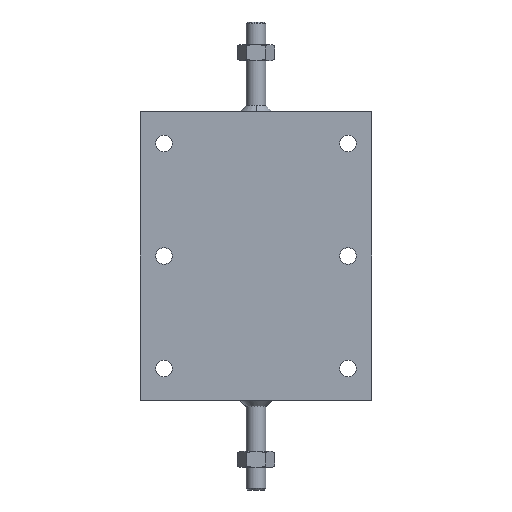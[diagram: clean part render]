
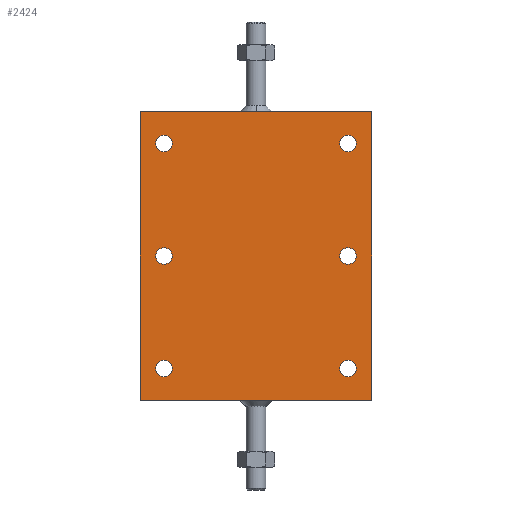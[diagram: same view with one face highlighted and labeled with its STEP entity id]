
A CAD part, front view. The second image highlights one B-rep face of the part: STEP entity #2424.
In plain terms, the highlighted planar face has unit normal (0, -1, 0).
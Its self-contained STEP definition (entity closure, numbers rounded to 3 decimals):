
#31 = CARTESIAN_POINT ( 'NONE',  ( 28.6, -20., 35. ) ) ;
#47 = ORIENTED_EDGE ( 'NONE', *, *, #6698, .F. ) ;
#114 = EDGE_LOOP ( 'NONE', ( #4437, #1148 ) ) ;
#117 = VERTEX_POINT ( 'NONE', #2618 ) ;
#192 = DIRECTION ( 'NONE',  ( 0., 0., 1. ) ) ;
#267 = ORIENTED_EDGE ( 'NONE', *, *, #505, .F. ) ;
#284 = AXIS2_PLACEMENT_3D ( 'NONE', #6572, #3406, #192 ) ;
#401 = VERTEX_POINT ( 'NONE', #1382 ) ;
#453 = DIRECTION ( 'NONE',  ( 0., -1., 0. ) ) ;
#481 = DIRECTION ( 'NONE',  ( 0., -1., 0. ) ) ;
#505 = EDGE_CURVE ( 'NONE', #4260, #4398, #2314, .T. ) ;
#556 = VERTEX_POINT ( 'NONE', #2026 ) ;
#574 = FACE_BOUND ( 'NONE', #2640, .T. ) ;
#579 = DIRECTION ( 'NONE',  ( 0., 0., 1. ) ) ;
#593 = EDGE_CURVE ( 'NONE', #4022, #3914, #1810, .T. ) ;
#608 = DIRECTION ( 'NONE',  ( 0., -1., 0. ) ) ;
#642 = CARTESIAN_POINT ( 'NONE',  ( -36., -20., 44.8 ) ) ;
#728 = ORIENTED_EDGE ( 'NONE', *, *, #2601, .F. ) ;
#736 = FACE_OUTER_BOUND ( 'NONE', #5349, .T. ) ;
#748 = ORIENTED_EDGE ( 'NONE', *, *, #2423, .F. ) ;
#751 = EDGE_LOOP ( 'NONE', ( #2164, #1255 ) ) ;
#876 = DIRECTION ( 'NONE',  ( -1., 0., 0. ) ) ;
#907 = FACE_BOUND ( 'NONE', #2791, .T. ) ;
#964 = CIRCLE ( 'NONE', #284, 2.55 ) ;
#986 = ORIENTED_EDGE ( 'NONE', *, *, #593, .F. ) ;
#1022 = DIRECTION ( 'NONE',  ( 0., 1., 0. ) ) ;
#1027 = CARTESIAN_POINT ( 'NONE',  ( -28.6, -20., 35. ) ) ;
#1041 = CARTESIAN_POINT ( 'NONE',  ( -28.6, -20., 0. ) ) ;
#1115 = CIRCLE ( 'NONE', #1243, 2.55 ) ;
#1148 = ORIENTED_EDGE ( 'NONE', *, *, #2233, .F. ) ;
#1161 = CARTESIAN_POINT ( 'NONE',  ( -28.6, -20., 35. ) ) ;
#1243 = AXIS2_PLACEMENT_3D ( 'NONE', #1041, #4777, #1586 ) ;
#1255 = ORIENTED_EDGE ( 'NONE', *, *, #6038, .F. ) ;
#1336 = AXIS2_PLACEMENT_3D ( 'NONE', #3694, #481, #4220 ) ;
#1382 = CARTESIAN_POINT ( 'NONE',  ( 36., -20., -44.8 ) ) ;
#1470 = CIRCLE ( 'NONE', #3640, 2.55 ) ;
#1477 = ORIENTED_EDGE ( 'NONE', *, *, #2711, .F. ) ;
#1517 = VERTEX_POINT ( 'NONE', #642 ) ;
#1530 = VERTEX_POINT ( 'NONE', #6502 ) ;
#1566 = DIRECTION ( 'NONE',  ( 0., 0., 1. ) ) ;
#1575 = EDGE_CURVE ( 'NONE', #3970, #401, #3954, .T. ) ;
#1586 = DIRECTION ( 'NONE',  ( 0., 0., 1. ) ) ;
#1731 = CARTESIAN_POINT ( 'NONE',  ( 28.6, -20., 32.45 ) ) ;
#1744 = DIRECTION ( 'NONE',  ( 0., 0., -1. ) ) ;
#1769 = CARTESIAN_POINT ( 'NONE',  ( 36., -20., -44.8 ) ) ;
#1804 = CARTESIAN_POINT ( 'NONE',  ( 28.6, -20., -37.55 ) ) ;
#1810 = CIRCLE ( 'NONE', #4595, 2.55 ) ;
#1931 = DIRECTION ( 'NONE',  ( 0., -1., 0. ) ) ;
#1938 = CARTESIAN_POINT ( 'NONE',  ( -36., -20., -44.8 ) ) ;
#2023 = DIRECTION ( 'NONE',  ( 0., -1., 0. ) ) ;
#2026 = CARTESIAN_POINT ( 'NONE',  ( -28.6, -20., -32.45 ) ) ;
#2069 = CARTESIAN_POINT ( 'NONE',  ( -28.6, -20., 32.45 ) ) ;
#2082 = PLANE ( 'NONE',  #2422 ) ;
#2085 = VECTOR ( 'NONE', #5621, 1000. ) ;
#2117 = LINE ( 'NONE', #6634, #4612 ) ;
#2164 = ORIENTED_EDGE ( 'NONE', *, *, #5336, .F. ) ;
#2172 = FACE_BOUND ( 'NONE', #751, .T. ) ;
#2197 = VERTEX_POINT ( 'NONE', #3488 ) ;
#2217 = EDGE_CURVE ( 'NONE', #1517, #3970, #6317, .T. ) ;
#2233 = EDGE_CURVE ( 'NONE', #4434, #1530, #3672, .T. ) ;
#2261 = EDGE_LOOP ( 'NONE', ( #4121, #47 ) ) ;
#2314 = CIRCLE ( 'NONE', #3159, 2.55 ) ;
#2331 = AXIS2_PLACEMENT_3D ( 'NONE', #31, #3786, #579 ) ;
#2389 = CARTESIAN_POINT ( 'NONE',  ( 28.6, -20., 37.55 ) ) ;
#2422 = AXIS2_PLACEMENT_3D ( 'NONE', #6327, #1022, #4760 ) ;
#2423 = EDGE_CURVE ( 'NONE', #4797, #2644, #3588, .T. ) ;
#2424 = ADVANCED_FACE ( 'NONE', ( #736, #6233, #3419, #2172, #907, #574, #6074 ), #2082, .F. ) ;
#2458 = DIRECTION ( 'NONE',  ( 0., -1., 0. ) ) ;
#2542 = VECTOR ( 'NONE', #1744, 1000. ) ;
#2562 = EDGE_CURVE ( 'NONE', #2644, #4797, #2574, .T. ) ;
#2574 = CIRCLE ( 'NONE', #4202, 2.55 ) ;
#2601 = EDGE_CURVE ( 'NONE', #3914, #4022, #6475, .T. ) ;
#2618 = CARTESIAN_POINT ( 'NONE',  ( -28.6, -20., -2.55 ) ) ;
#2626 = CIRCLE ( 'NONE', #3609, 2.55 ) ;
#2640 = EDGE_LOOP ( 'NONE', ( #267, #3650 ) ) ;
#2644 = VERTEX_POINT ( 'NONE', #3492 ) ;
#2649 = CARTESIAN_POINT ( 'NONE',  ( 28.6, -20., 2.55 ) ) ;
#2650 = VERTEX_POINT ( 'NONE', #3838 ) ;
#2670 = CARTESIAN_POINT ( 'NONE',  ( 36., -20., 44.8 ) ) ;
#2711 = EDGE_CURVE ( 'NONE', #401, #4157, #4741, .T. ) ;
#2780 = DIRECTION ( 'NONE',  ( 0., -1., 0. ) ) ;
#2791 = EDGE_LOOP ( 'NONE', ( #986, #728 ) ) ;
#3158 = VECTOR ( 'NONE', #876, 1000. ) ;
#3159 = AXIS2_PLACEMENT_3D ( 'NONE', #6700, #2458, #4044 ) ;
#3252 = AXIS2_PLACEMENT_3D ( 'NONE', #5970, #2780, #6498 ) ;
#3406 = DIRECTION ( 'NONE',  ( 0., -1., 0. ) ) ;
#3419 = FACE_BOUND ( 'NONE', #5469, .T. ) ;
#3428 = EDGE_CURVE ( 'NONE', #1530, #4434, #1470, .T. ) ;
#3488 = CARTESIAN_POINT ( 'NONE',  ( -28.6, -20., 2.55 ) ) ;
#3492 = CARTESIAN_POINT ( 'NONE',  ( 28.6, -20., -2.55 ) ) ;
#3588 = CIRCLE ( 'NONE', #1336, 2.55 ) ;
#3609 = AXIS2_PLACEMENT_3D ( 'NONE', #3665, #453, #4194 ) ;
#3622 = DIRECTION ( 'NONE',  ( 0., 0., 1. ) ) ;
#3640 = AXIS2_PLACEMENT_3D ( 'NONE', #5200, #2023, #5739 ) ;
#3650 = ORIENTED_EDGE ( 'NONE', *, *, #6780, .F. ) ;
#3665 = CARTESIAN_POINT ( 'NONE',  ( -28.6, -20., -35. ) ) ;
#3672 = CIRCLE ( 'NONE', #5532, 2.55 ) ;
#3694 = CARTESIAN_POINT ( 'NONE',  ( 28.6, -20., 0. ) ) ;
#3786 = DIRECTION ( 'NONE',  ( 0., -1., 0. ) ) ;
#3814 = CARTESIAN_POINT ( 'NONE',  ( 28.6, -20., 0. ) ) ;
#3838 = CARTESIAN_POINT ( 'NONE',  ( -28.6, -20., -37.55 ) ) ;
#3914 = VERTEX_POINT ( 'NONE', #2069 ) ;
#3954 = LINE ( 'NONE', #1769, #2542 ) ;
#3970 = VERTEX_POINT ( 'NONE', #2670 ) ;
#3996 = DIRECTION ( 'NONE',  ( 0., 0., 1. ) ) ;
#4022 = VERTEX_POINT ( 'NONE', #5416 ) ;
#4041 = EDGE_CURVE ( 'NONE', #2197, #117, #5940, .T. ) ;
#4044 = DIRECTION ( 'NONE',  ( 0., 0., 1. ) ) ;
#4045 = ORIENTED_EDGE ( 'NONE', *, *, #1575, .F. ) ;
#4121 = ORIENTED_EDGE ( 'NONE', *, *, #4041, .F. ) ;
#4157 = VERTEX_POINT ( 'NONE', #4462 ) ;
#4194 = DIRECTION ( 'NONE',  ( 0., 0., 1. ) ) ;
#4202 = AXIS2_PLACEMENT_3D ( 'NONE', #3814, #608, #4329 ) ;
#4220 = DIRECTION ( 'NONE',  ( 0., 0., 1. ) ) ;
#4260 = VERTEX_POINT ( 'NONE', #2389 ) ;
#4262 = EDGE_CURVE ( 'NONE', #4157, #1517, #2117, .T. ) ;
#4329 = DIRECTION ( 'NONE',  ( 0., 0., 1. ) ) ;
#4343 = ORIENTED_EDGE ( 'NONE', *, *, #2562, .F. ) ;
#4398 = VERTEX_POINT ( 'NONE', #1731 ) ;
#4434 = VERTEX_POINT ( 'NONE', #1804 ) ;
#4437 = ORIENTED_EDGE ( 'NONE', *, *, #3428, .F. ) ;
#4462 = CARTESIAN_POINT ( 'NONE',  ( -36., -20., -44.8 ) ) ;
#4595 = AXIS2_PLACEMENT_3D ( 'NONE', #1027, #4765, #1566 ) ;
#4612 = VECTOR ( 'NONE', #3996, 1000. ) ;
#4741 = LINE ( 'NONE', #1938, #3158 ) ;
#4760 = DIRECTION ( 'NONE',  ( 0., 0., 1. ) ) ;
#4765 = DIRECTION ( 'NONE',  ( 0., -1., 0. ) ) ;
#4775 = ORIENTED_EDGE ( 'NONE', *, *, #4262, .F. ) ;
#4777 = DIRECTION ( 'NONE',  ( 0., -1., 0. ) ) ;
#4797 = VERTEX_POINT ( 'NONE', #2649 ) ;
#4892 = DIRECTION ( 'NONE',  ( 0., -1., 0. ) ) ;
#5109 = CARTESIAN_POINT ( 'NONE',  ( 28.6, -20., -35. ) ) ;
#5200 = CARTESIAN_POINT ( 'NONE',  ( 28.6, -20., -35. ) ) ;
#5336 = EDGE_CURVE ( 'NONE', #556, #2650, #964, .T. ) ;
#5349 = EDGE_LOOP ( 'NONE', ( #6630, #4775, #1477, #4045 ) ) ;
#5416 = CARTESIAN_POINT ( 'NONE',  ( -28.6, -20., 37.55 ) ) ;
#5469 = EDGE_LOOP ( 'NONE', ( #748, #4343 ) ) ;
#5532 = AXIS2_PLACEMENT_3D ( 'NONE', #5109, #1931, #5646 ) ;
#5621 = DIRECTION ( 'NONE',  ( 1., 0., 0. ) ) ;
#5646 = DIRECTION ( 'NONE',  ( 0., 0., 1. ) ) ;
#5739 = DIRECTION ( 'NONE',  ( 0., 0., 1. ) ) ;
#5940 = CIRCLE ( 'NONE', #3252, 2.55 ) ;
#5970 = CARTESIAN_POINT ( 'NONE',  ( -28.6, -20., 0. ) ) ;
#6038 = EDGE_CURVE ( 'NONE', #2650, #556, #2626, .T. ) ;
#6074 = FACE_BOUND ( 'NONE', #114, .T. ) ;
#6084 = AXIS2_PLACEMENT_3D ( 'NONE', #1161, #4892, #3622 ) ;
#6233 = FACE_BOUND ( 'NONE', #2261, .T. ) ;
#6272 = CIRCLE ( 'NONE', #2331, 2.55 ) ;
#6317 = LINE ( 'NONE', #6654, #2085 ) ;
#6327 = CARTESIAN_POINT ( 'NONE',  ( -36., -20., -44.8 ) ) ;
#6475 = CIRCLE ( 'NONE', #6084, 2.55 ) ;
#6498 = DIRECTION ( 'NONE',  ( 0., 0., 1. ) ) ;
#6502 = CARTESIAN_POINT ( 'NONE',  ( 28.6, -20., -32.45 ) ) ;
#6572 = CARTESIAN_POINT ( 'NONE',  ( -28.6, -20., -35. ) ) ;
#6630 = ORIENTED_EDGE ( 'NONE', *, *, #2217, .F. ) ;
#6634 = CARTESIAN_POINT ( 'NONE',  ( -36., -20., -44.8 ) ) ;
#6654 = CARTESIAN_POINT ( 'NONE',  ( -36., -20., 44.8 ) ) ;
#6698 = EDGE_CURVE ( 'NONE', #117, #2197, #1115, .T. ) ;
#6700 = CARTESIAN_POINT ( 'NONE',  ( 28.6, -20., 35. ) ) ;
#6780 = EDGE_CURVE ( 'NONE', #4398, #4260, #6272, .T. ) ;
